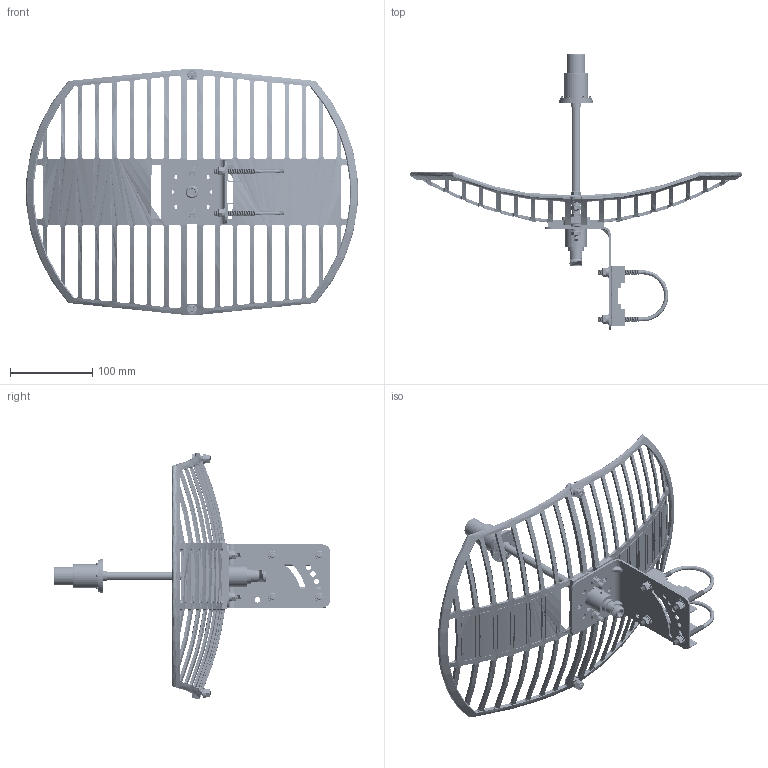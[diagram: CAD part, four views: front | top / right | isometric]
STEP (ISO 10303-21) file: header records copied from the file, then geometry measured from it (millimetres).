
FILE_DESCRIPTION (( 'STEP AP214' ), '1' );
FILE_NAME ('HG4922EG-1-NF.STEP', '2021-04-08T15:41:14', ( '' ), ( '' ), 'SwSTEP 2.0', 'SolidWorks 2020', '' );
FILE_SCHEMA (( 'AUTOMOTIVE_DESIGN' ));
Length unit declared in the file: inch
Products named in the file (25): JM_TA_ASM; 5800P06_14; 4958SPL4_01; 5800P06_18; HG4922EG-1-NF; KM3X8; JM_TA_02; DIANPIAN_6X13X1; HM6X20; 5800P06_05; JM_TA_03; 5800P06_15; 5800P06_21; JM_TA_01; 5800P06_06; M4X4; 5800P06_20; 5800P06_13; LUOMU_M6; HM6X30; TANJIE_6; 5800P06_01; DIANPIAN_6; W24GP0415_01; 4958SPL4_ASM
Assembly tree (61 placements, depth 3):
  HG4922EG-1-NF
    W24GP0415_01  x2
    4958SPL4_ASM
      5800P06_15
      5800P06_06
      5800P06_05
      5800P06_01
      5800P06_14
      5800P06_20
      4958SPL4_01
      5800P06_18
      5800P06_21
      5800P06_13
      KM3X8  x6
      M4X4  x4
    JM_TA_ASM
      JM_TA_01
      JM_TA_02  x2
      JM_TA_03  x2
      DIANPIAN_6X13X1  x4
      TANJIE_6  x4
      LUOMU_M6  x4
    DIANPIAN_6  x8
    TANJIE_6  x4
    LUOMU_M6  x4
    HM6X30  x2
    HM6X20  x2
Bounding box: 402.91 x 335 x 298.68 mm (x, y, z)
Volume: 278359 mm3; surface area: 240751.8 mm2
Topology: 59 solids, 59 shells, 2661 faces, 7298 edges, 4728 vertices
Faces by surface type: cylinder 1101, plane 833, bspline 488, cone 239
Entity records: 99190 total; most frequent: CARTESIAN_POINT 68017, ORIENTED_EDGE 7142, DIRECTION 4793, EDGE_CURVE 3571, VERTEX_POINT 2299, AXIS2_PLACEMENT_3D 1744, B_SPLINE_CURVE_WITH_KNOTS 1600, EDGE_LOOP 1482
